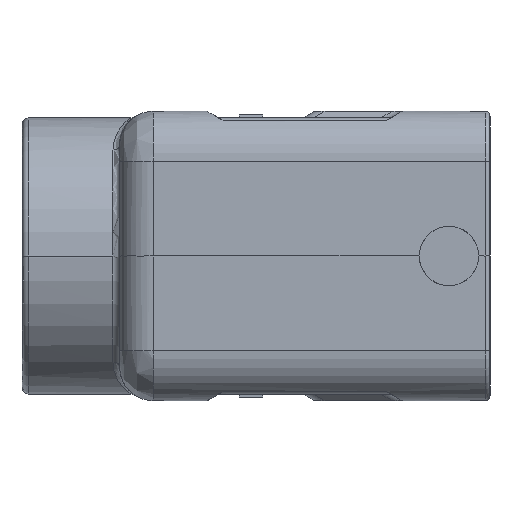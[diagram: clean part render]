
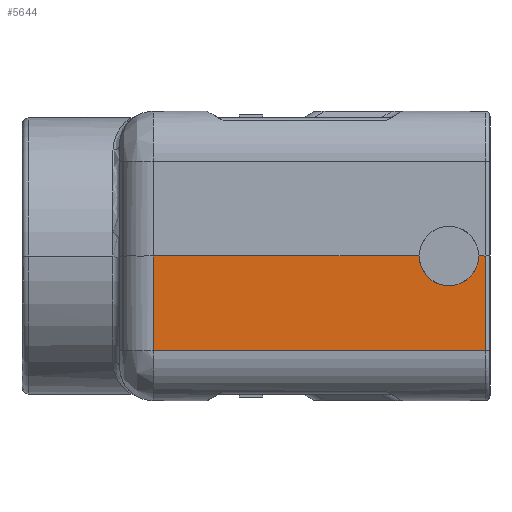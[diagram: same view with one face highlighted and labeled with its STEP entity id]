
A CAD part, left-side view. The second image highlights one B-rep face of the part: STEP entity #5644.
In plain terms, the highlighted planar face has unit normal (-1, 0, -0.009).
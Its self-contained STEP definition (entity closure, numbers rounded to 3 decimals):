
#211=DIRECTION('',(0.,1.,0.));
#212=VECTOR('',#211,49.4);
#213=CARTESIAN_POINT('',(-59.877,0.6,-14.065));
#214=LINE('',#213,#212);
#225=CARTESIAN_POINT('',(-60.,1.7,0.));
#226=CARTESIAN_POINT('',(-59.995,1.7,-0.519));
#227=CARTESIAN_POINT('',(-59.986,1.888,-1.639));
#228=CARTESIAN_POINT('',(-59.972,2.897,-3.204));
#229=CARTESIAN_POINT('',(-59.965,4.198,-4.044));
#230=CARTESIAN_POINT('',(-59.962,5.305,-4.354));
#231=CARTESIAN_POINT('',(-59.961,6.1,-4.423));
#232=CARTESIAN_POINT('',(-59.962,6.895,-4.354));
#233=CARTESIAN_POINT('',(-59.965,8.002,-4.044));
#234=CARTESIAN_POINT('',(-59.972,9.303,-3.204));
#235=CARTESIAN_POINT('',(-59.986,10.312,-1.639));
#236=CARTESIAN_POINT('',(-59.995,10.5,-0.519));
#237=CARTESIAN_POINT('',(-60.,10.5,0.));
#239=DIRECTION('',(0.,1.,0.));
#240=VECTOR('',#239,1.1);
#241=CARTESIAN_POINT('',(-60.,0.6,0.));
#242=LINE('',#241,#240);
#243=DIRECTION('',(-0.009,0.,1.));
#244=VECTOR('',#243,14.066);
#245=CARTESIAN_POINT('',(-59.877,0.6,-14.065));
#246=LINE('',#245,#244);
#247=DIRECTION('',(0.,1.,0.));
#248=VECTOR('',#247,39.5);
#249=CARTESIAN_POINT('',(-60.,10.5,0.));
#250=LINE('',#249,#248);
#302=DIRECTION('',(-0.009,0.,1.));
#303=VECTOR('',#302,14.066);
#304=CARTESIAN_POINT('',(-59.877,50.,-14.065));
#305=LINE('',#304,#303);
#4501=CARTESIAN_POINT('',(-59.877,50.,-14.065));
#4502=VERTEX_POINT('',#4501);
#4503=CARTESIAN_POINT('',(-60.,50.,0.));
#4504=VERTEX_POINT('',#4503);
#5035=CARTESIAN_POINT('',(-59.877,0.6,-14.065));
#5036=VERTEX_POINT('',#5035);
#5039=CARTESIAN_POINT('',(-60.,0.6,0.));
#5040=VERTEX_POINT('',#5039);
#5483=VERTEX_POINT('',#225);
#5484=VERTEX_POINT('',#237);
#5627=CARTESIAN_POINT('',(-60.,55.,0.));
#5628=DIRECTION('',(-1.,0.,-0.009));
#5629=DIRECTION('',(0.,1.,0.));
#5630=AXIS2_PLACEMENT_3D('',#5627,#5628,#5629);
#5631=PLANE('',#5630);
#5633=ORIENTED_EDGE('',*,*,#5632,.F.);
#5635=ORIENTED_EDGE('',*,*,#5634,.F.);
#5636=ORIENTED_EDGE('',*,*,#5617,.F.);
#5637=ORIENTED_EDGE('',*,*,#5592,.T.);
#5639=ORIENTED_EDGE('',*,*,#5638,.T.);
#5641=ORIENTED_EDGE('',*,*,#5640,.F.);
#5642=EDGE_LOOP('',(#5633,#5635,#5636,#5637,#5639,#5641));
#5643=FACE_OUTER_BOUND('',#5642,.F.);
#238=B_SPLINE_CURVE_WITH_KNOTS('',3,(#225,#226,#227,#228,#229,#230,#231,#232,
#233,#234,#235,#236,#237),.UNSPECIFIED.,.F.,.F.,(4,1,1,1,1,1,1,1,1,1,4),(0.,
0.125,0.25,0.375,0.438,0.5,0.563,0.625,0.75,0.875,1.),
.UNSPECIFIED.);
#5592=EDGE_CURVE('',#5036,#4502,#214,.T.);
#5617=EDGE_CURVE('',#5036,#5040,#246,.T.);
#5632=EDGE_CURVE('',#5483,#5484,#238,.T.);
#5634=EDGE_CURVE('',#5040,#5483,#242,.T.);
#5638=EDGE_CURVE('',#4502,#4504,#305,.T.);
#5640=EDGE_CURVE('',#5484,#4504,#250,.T.);
#5644=ADVANCED_FACE('',(#5643),#5631,.T.);
